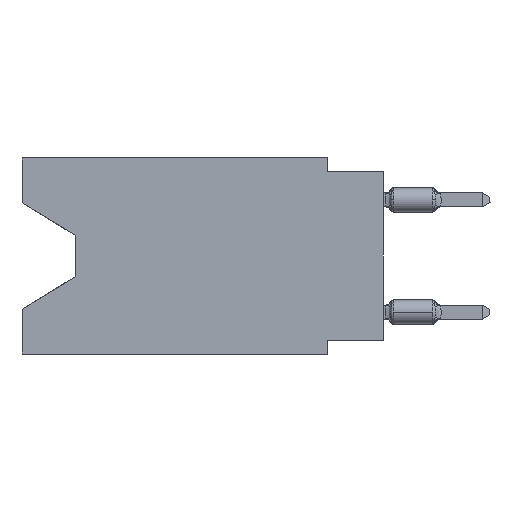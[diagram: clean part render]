
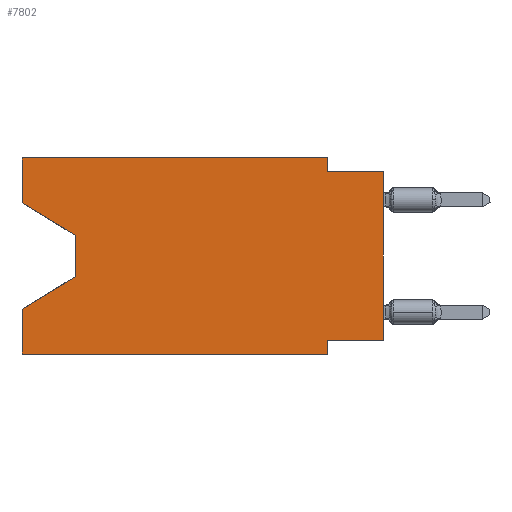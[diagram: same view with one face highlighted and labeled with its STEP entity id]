
A CAD part, left-side view. The second image highlights one B-rep face of the part: STEP entity #7802.
In plain terms, the highlighted planar face has unit normal (-1, 0, 0).
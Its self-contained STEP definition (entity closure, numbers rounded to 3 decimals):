
#14 = EDGE_CURVE ( 'NONE', #2249, #496, #7699, .T. ) ;
#188 = VECTOR ( 'NONE', #13778, 1000. ) ;
#252 = DIRECTION ( 'NONE',  ( 0., 0., 1. ) ) ;
#322 = DIRECTION ( 'NONE',  ( 0., -0.855, -0.519 ) ) ;
#496 = VERTEX_POINT ( 'NONE', #8773 ) ;
#748 = ORIENTED_EDGE ( 'NONE', *, *, #14438, .T. ) ;
#1099 = DIRECTION ( 'NONE',  ( 0., 0., 1. ) ) ;
#1430 = EDGE_CURVE ( 'NONE', #4984, #13968, #18075, .T. ) ;
#1736 = CARTESIAN_POINT ( 'NONE',  ( 0., 2.54, -8.89 ) ) ;
#2061 = LINE ( 'NONE', #20798, #9648 ) ;
#2249 = VERTEX_POINT ( 'NONE', #26467 ) ;
#2342 = LINE ( 'NONE', #25717, #16785 ) ;
#2424 = VECTOR ( 'NONE', #1099, 1000. ) ;
#2632 = ORIENTED_EDGE ( 'NONE', *, *, #10256, .F. ) ;
#3091 = CARTESIAN_POINT ( 'NONE',  ( 0., 13.97, -5.385 ) ) ;
#3614 = DIRECTION ( 'NONE',  ( 0., 0.855, -0.519 ) ) ;
#3773 = VECTOR ( 'NONE', #5275, 1000. ) ;
#4705 = CARTESIAN_POINT ( 'NONE',  ( 0., 16.383, -2.038 ) ) ;
#4908 = LINE ( 'NONE', #21815, #21872 ) ;
#4984 = VERTEX_POINT ( 'NONE', #9385 ) ;
#5030 = ORIENTED_EDGE ( 'NONE', *, *, #15653, .T. ) ;
#5275 = DIRECTION ( 'NONE',  ( 0., -1., 0. ) ) ;
#5692 = EDGE_CURVE ( 'NONE', #26655, #15618, #6106, .T. ) ;
#6050 = CARTESIAN_POINT ( 'NONE',  ( 0., 16.383, -6.852 ) ) ;
#6106 = LINE ( 'NONE', #16946, #23100 ) ;
#6504 = ORIENTED_EDGE ( 'NONE', *, *, #22353, .T. ) ;
#6665 = EDGE_CURVE ( 'NONE', #24186, #15181, #2342, .T. ) ;
#6774 = CARTESIAN_POINT ( 'NONE',  ( 0., 2.54, 0. ) ) ;
#6877 = ORIENTED_EDGE ( 'NONE', *, *, #5692, .F. ) ;
#7001 = LINE ( 'NONE', #21627, #21629 ) ;
#7699 = LINE ( 'NONE', #14195, #188 ) ;
#7802 = ADVANCED_FACE ( 'NONE', ( #13072 ), #21645, .F. ) ;
#7958 = EDGE_LOOP ( 'NONE', ( #6504, #15836, #5030, #22595, #24951, #23011, #2632, #748, #6877, #14903, #17495, #18443 ) ) ;
#8691 = VERTEX_POINT ( 'NONE', #6050 ) ;
#8773 = CARTESIAN_POINT ( 'NONE',  ( 0., 2.54, -8.89 ) ) ;
#8852 = DIRECTION ( 'NONE',  ( 0., 0., -1. ) ) ;
#9300 = LINE ( 'NONE', #20128, #2424 ) ;
#9385 = CARTESIAN_POINT ( 'NONE',  ( 0., 16.383, 0. ) ) ;
#9648 = VECTOR ( 'NONE', #21358, 1000. ) ;
#10256 = EDGE_CURVE ( 'NONE', #23889, #13355, #2061, .T. ) ;
#10311 = CARTESIAN_POINT ( 'NONE',  ( 0., 2.54, -0.635 ) ) ;
#10677 = CARTESIAN_POINT ( 'NONE',  ( 0., 16.383, 0. ) ) ;
#10944 = DIRECTION ( 'NONE',  ( 0., 0., -1. ) ) ;
#11081 = VERTEX_POINT ( 'NONE', #26517 ) ;
#13072 = FACE_OUTER_BOUND ( 'NONE', #7958, .T. ) ;
#13227 = EDGE_CURVE ( 'NONE', #13968, #26655, #21939, .T. ) ;
#13355 = VERTEX_POINT ( 'NONE', #20897 ) ;
#13672 = AXIS2_PLACEMENT_3D ( 'NONE', #10677, #21784, #17290 ) ;
#13778 = DIRECTION ( 'NONE',  ( 0., -1., 0. ) ) ;
#13968 = VERTEX_POINT ( 'NONE', #6774 ) ;
#14195 = CARTESIAN_POINT ( 'NONE',  ( 0., 16.383, -8.89 ) ) ;
#14438 = EDGE_CURVE ( 'NONE', #23889, #15618, #4908, .T. ) ;
#14579 = LINE ( 'NONE', #1736, #25037 ) ;
#14903 = ORIENTED_EDGE ( 'NONE', *, *, #13227, .F. ) ;
#15064 = EDGE_CURVE ( 'NONE', #13355, #496, #14579, .T. ) ;
#15181 = VERTEX_POINT ( 'NONE', #3091 ) ;
#15618 = VERTEX_POINT ( 'NONE', #24757 ) ;
#15653 = EDGE_CURVE ( 'NONE', #15181, #8691, #22922, .T. ) ;
#15748 = CARTESIAN_POINT ( 'NONE',  ( 0., 2.54, 0. ) ) ;
#15836 = ORIENTED_EDGE ( 'NONE', *, *, #6665, .T. ) ;
#16087 = VECTOR ( 'NONE', #3614, 1000. ) ;
#16785 = VECTOR ( 'NONE', #10944, 1000. ) ;
#16946 = CARTESIAN_POINT ( 'NONE',  ( 0., 0., -0.635 ) ) ;
#17290 = DIRECTION ( 'NONE',  ( 0., 0., -1. ) ) ;
#17495 = ORIENTED_EDGE ( 'NONE', *, *, #1430, .F. ) ;
#17768 = VECTOR ( 'NONE', #8852, 1000. ) ;
#18075 = LINE ( 'NONE', #24568, #3773 ) ;
#18292 = EDGE_CURVE ( 'NONE', #11081, #4984, #9300, .T. ) ;
#18443 = ORIENTED_EDGE ( 'NONE', *, *, #18292, .F. ) ;
#20128 = CARTESIAN_POINT ( 'NONE',  ( 0., 16.383, 0. ) ) ;
#20798 = CARTESIAN_POINT ( 'NONE',  ( 0., 0., -8.255 ) ) ;
#20876 = DIRECTION ( 'NONE',  ( 0., -1., 0. ) ) ;
#20897 = CARTESIAN_POINT ( 'NONE',  ( 0., 2.54, -8.255 ) ) ;
#21172 = DIRECTION ( 'NONE',  ( 0., 0., -1. ) ) ;
#21358 = DIRECTION ( 'NONE',  ( 0., 1., 0. ) ) ;
#21627 = CARTESIAN_POINT ( 'NONE',  ( 0., 16.383, 0. ) ) ;
#21629 = VECTOR ( 'NONE', #21771, 1000. ) ;
#21645 = PLANE ( 'NONE',  #13672 ) ;
#21771 = DIRECTION ( 'NONE',  ( 0., 0., 1. ) ) ;
#21784 = DIRECTION ( 'NONE',  ( 1., 0., 0. ) ) ;
#21815 = CARTESIAN_POINT ( 'NONE',  ( 0., 0., 0. ) ) ;
#21872 = VECTOR ( 'NONE', #252, 1000. ) ;
#21939 = LINE ( 'NONE', #15748, #17768 ) ;
#21981 = EDGE_CURVE ( 'NONE', #2249, #8691, #7001, .T. ) ;
#21987 = CARTESIAN_POINT ( 'NONE',  ( 0., 0., -8.255 ) ) ;
#22353 = EDGE_CURVE ( 'NONE', #11081, #24186, #26104, .T. ) ;
#22595 = ORIENTED_EDGE ( 'NONE', *, *, #21981, .F. ) ;
#22922 = LINE ( 'NONE', #26726, #16087 ) ;
#23011 = ORIENTED_EDGE ( 'NONE', *, *, #15064, .F. ) ;
#23100 = VECTOR ( 'NONE', #20876, 1000. ) ;
#23634 = CARTESIAN_POINT ( 'NONE',  ( 0., 13.97, -3.505 ) ) ;
#23889 = VERTEX_POINT ( 'NONE', #21987 ) ;
#24186 = VERTEX_POINT ( 'NONE', #23634 ) ;
#24568 = CARTESIAN_POINT ( 'NONE',  ( 0., 16.383, 0. ) ) ;
#24757 = CARTESIAN_POINT ( 'NONE',  ( 0., 0., -0.635 ) ) ;
#24951 = ORIENTED_EDGE ( 'NONE', *, *, #14, .T. ) ;
#25037 = VECTOR ( 'NONE', #21172, 1000. ) ;
#25717 = CARTESIAN_POINT ( 'NONE',  ( 0., 13.97, -3.505 ) ) ;
#26104 = LINE ( 'NONE', #4705, #26537 ) ;
#26467 = CARTESIAN_POINT ( 'NONE',  ( 0., 16.383, -8.89 ) ) ;
#26517 = CARTESIAN_POINT ( 'NONE',  ( 0., 16.383, -2.038 ) ) ;
#26537 = VECTOR ( 'NONE', #322, 1000. ) ;
#26655 = VERTEX_POINT ( 'NONE', #10311 ) ;
#26726 = CARTESIAN_POINT ( 'NONE',  ( 0., 13.97, -5.385 ) ) ;
